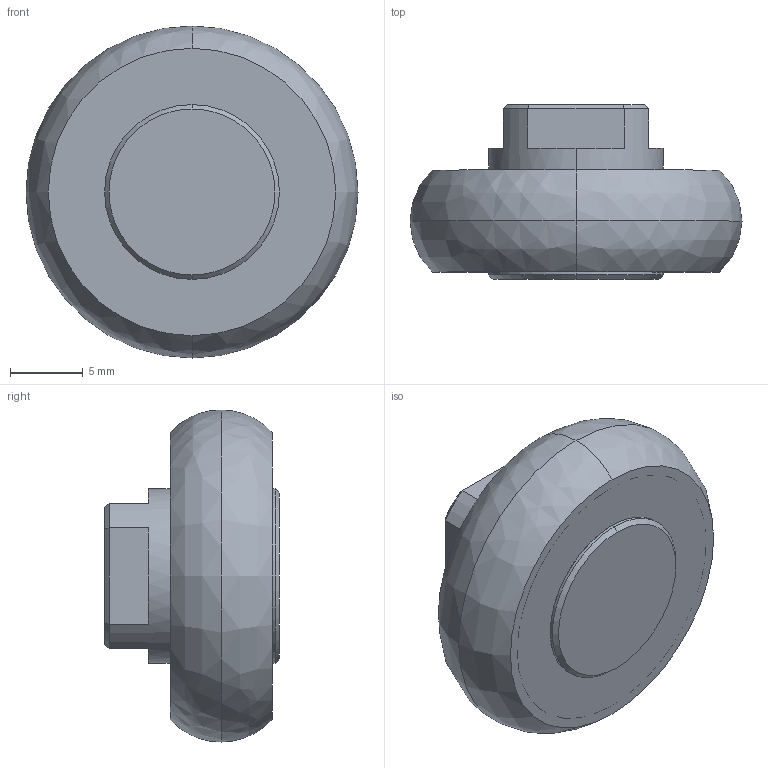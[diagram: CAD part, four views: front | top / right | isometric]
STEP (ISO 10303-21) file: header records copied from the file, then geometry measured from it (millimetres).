
FILE_DESCRIPTION (( 'STEP AP214' ), '1' );
FILE_NAME ('RXBLA30-2RS-Rollco.step', '2022-01-21T07:11:43', ( '' ), ( '' ), 'SwSTEP 2.0', 'SolidWorks 2010', '' );
FILE_SCHEMA (( 'AUTOMOTIVE_DESIGN' ));
Length unit declared in the file: millimetre
Products named in the file (1): RXBLA30-2RS-Rollco
Bounding box: 22.8 x 12 x 22.8 mm (x, y, z)
Volume: 2155.9 mm3; surface area: 3198.5 mm2
Topology: 9 solids, 12 shells, 73 faces, 172 edges, 93 vertices
Faces by surface type: plane 23, bspline 20, cylinder 20, cone 10
Entity records: 2220 total; most frequent: CARTESIAN_POINT 629, DIRECTION 322, ORIENTED_EDGE 276, AXIS2_PLACEMENT_3D 138, EDGE_CURVE 138, VERTEX_POINT 93, CIRCLE 84, EDGE_LOOP 83
